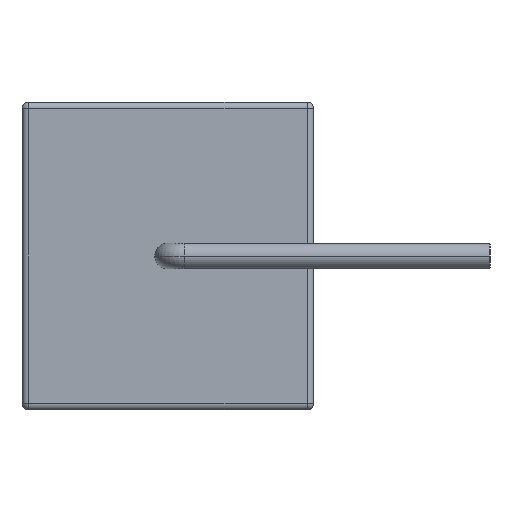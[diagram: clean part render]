
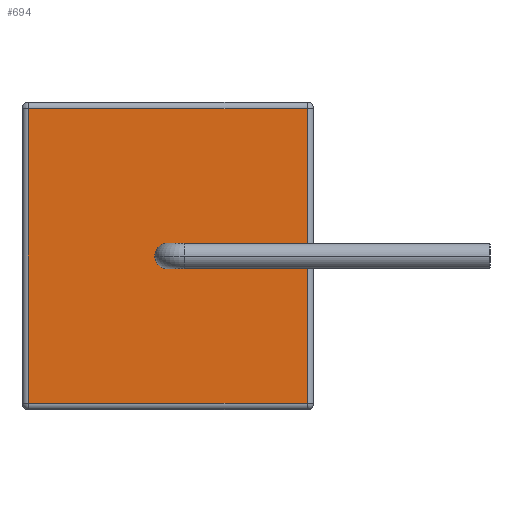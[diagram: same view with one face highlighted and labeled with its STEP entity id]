
A CAD part, left-side view. The second image highlights one B-rep face of the part: STEP entity #694.
In plain terms, the highlighted planar face has unit normal (-1, 0, 0).
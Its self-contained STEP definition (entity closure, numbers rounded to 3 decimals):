
#48 = EDGE_CURVE ( 'NONE', #1140, #661, #446, .T. ) ;
#128 = CARTESIAN_POINT ( 'NONE',  ( -11., -4.3, -4.55 ) ) ;
#168 = EDGE_LOOP ( 'NONE', ( #1175, #386 ) ) ;
#172 = AXIS2_PLACEMENT_3D ( 'NONE', #273, #1152, #1381 ) ;
#175 = LINE ( 'NONE', #540, #1150 ) ;
#211 = VERTEX_POINT ( 'NONE', #1342 ) ;
#220 = LINE ( 'NONE', #415, #530 ) ;
#240 = LINE ( 'NONE', #1582, #1206 ) ;
#255 = DIRECTION ( 'NONE',  ( 0., -1., 0. ) ) ;
#273 = CARTESIAN_POINT ( 'NONE',  ( -11., 0., 0. ) ) ;
#298 = EDGE_CURVE ( 'NONE', #556, #211, #240, .T. ) ;
#335 = EDGE_CURVE ( 'NONE', #211, #1536, #220, .T. ) ;
#357 = LINE ( 'NONE', #1488, #695 ) ;
#365 = EDGE_CURVE ( 'NONE', #800, #556, #175, .T. ) ;
#381 = CARTESIAN_POINT ( 'NONE',  ( -11., 4.5, -4.75 ) ) ;
#386 = ORIENTED_EDGE ( 'NONE', *, *, #48, .F. ) ;
#415 = CARTESIAN_POINT ( 'NONE',  ( -11., 4.5, 4.55 ) ) ;
#420 = FACE_BOUND ( 'NONE', #168, .T. ) ;
#446 = CIRCLE ( 'NONE', #1600, 0.4 ) ;
#463 = CARTESIAN_POINT ( 'NONE',  ( -11., -0.4, 0. ) ) ;
#530 = VECTOR ( 'NONE', #1292, 1000. ) ;
#540 = CARTESIAN_POINT ( 'NONE',  ( -11., -4.5, -4.55 ) ) ;
#549 = DIRECTION ( 'NONE',  ( 0., -1., 0. ) ) ;
#556 = VERTEX_POINT ( 'NONE', #128 ) ;
#603 = EDGE_LOOP ( 'NONE', ( #1169, #1291, #674, #1353 ) ) ;
#641 = EDGE_CURVE ( 'NONE', #661, #1140, #953, .T. ) ;
#643 = CARTESIAN_POINT ( 'NONE',  ( -11., 4.3, 4.55 ) ) ;
#661 = VERTEX_POINT ( 'NONE', #1280 ) ;
#674 = ORIENTED_EDGE ( 'NONE', *, *, #298, .T. ) ;
#694 = ADVANCED_FACE ( 'NONE', ( #774, #420 ), #901, .T. ) ;
#695 = VECTOR ( 'NONE', #746, 1000. ) ;
#746 = DIRECTION ( 'NONE',  ( 0., 0., -1. ) ) ;
#774 = FACE_OUTER_BOUND ( 'NONE', #603, .T. ) ;
#800 = VERTEX_POINT ( 'NONE', #1516 ) ;
#901 = PLANE ( 'NONE',  #1277 ) ;
#953 = CIRCLE ( 'NONE', #172, 0.4 ) ;
#1133 = DIRECTION ( 'NONE',  ( -1., 0., 0. ) ) ;
#1140 = VERTEX_POINT ( 'NONE', #463 ) ;
#1150 = VECTOR ( 'NONE', #1412, 1000. ) ;
#1152 = DIRECTION ( 'NONE',  ( -1., 0., 0. ) ) ;
#1169 = ORIENTED_EDGE ( 'NONE', *, *, #1628, .T. ) ;
#1175 = ORIENTED_EDGE ( 'NONE', *, *, #641, .F. ) ;
#1206 = VECTOR ( 'NONE', #1333, 1000. ) ;
#1277 = AXIS2_PLACEMENT_3D ( 'NONE', #381, #1133, #255 ) ;
#1280 = CARTESIAN_POINT ( 'NONE',  ( -11., 0.4, 0. ) ) ;
#1291 = ORIENTED_EDGE ( 'NONE', *, *, #365, .T. ) ;
#1292 = DIRECTION ( 'NONE',  ( 0., 1., 0. ) ) ;
#1333 = DIRECTION ( 'NONE',  ( 0., 0., 1. ) ) ;
#1342 = CARTESIAN_POINT ( 'NONE',  ( -11., -4.3, 4.55 ) ) ;
#1353 = ORIENTED_EDGE ( 'NONE', *, *, #335, .T. ) ;
#1381 = DIRECTION ( 'NONE',  ( 0., -1., 0. ) ) ;
#1412 = DIRECTION ( 'NONE',  ( 0., -1., 0. ) ) ;
#1418 = CARTESIAN_POINT ( 'NONE',  ( -11., 0., 0. ) ) ;
#1454 = DIRECTION ( 'NONE',  ( -1., 0., 0. ) ) ;
#1488 = CARTESIAN_POINT ( 'NONE',  ( -11., 4.3, -4.75 ) ) ;
#1516 = CARTESIAN_POINT ( 'NONE',  ( -11., 4.3, -4.55 ) ) ;
#1536 = VERTEX_POINT ( 'NONE', #643 ) ;
#1582 = CARTESIAN_POINT ( 'NONE',  ( -11., -4.3, -4.75 ) ) ;
#1600 = AXIS2_PLACEMENT_3D ( 'NONE', #1418, #1454, #549 ) ;
#1628 = EDGE_CURVE ( 'NONE', #1536, #800, #357, .T. ) ;
